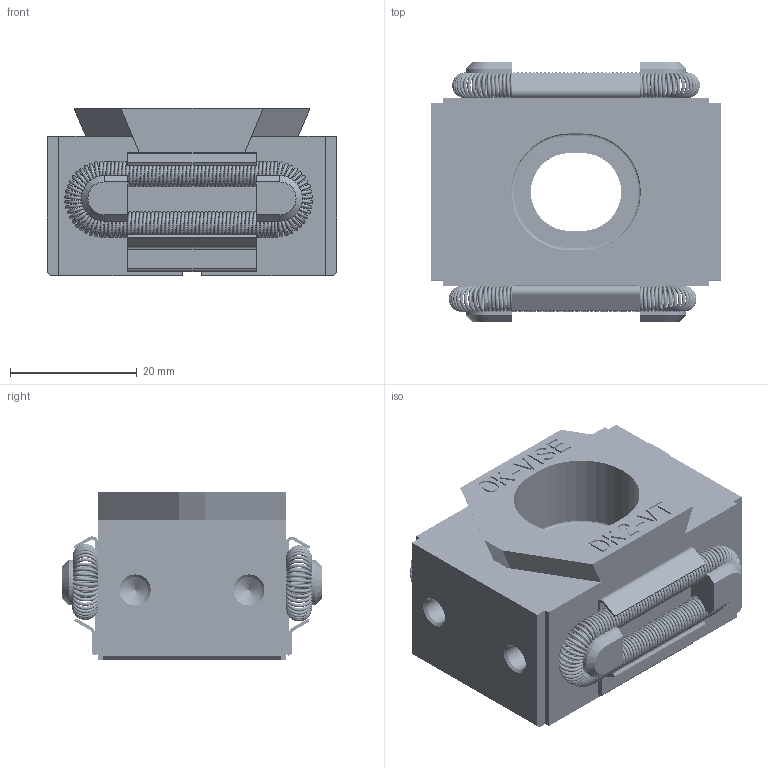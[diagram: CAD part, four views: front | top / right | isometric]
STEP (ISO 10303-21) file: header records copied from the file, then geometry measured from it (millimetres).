
FILE_DESCRIPTION((''),'2;1');
FILE_NAME('DK2-VT-T.stp','2011-11-23T06:30:24',('tuuja'),(''),'Autodesk Inventor 2010','Autodesk Inventor 2010','');
FILE_SCHEMA(('AUTOMOTIVE_DESIGN { 1 0 10303 214 1 1 1 1 }'));
Length unit declared in the file: millimetre
Products named in the file (7): DK2-VT-T; SID; PLDK2-VT-T; KIDK2-VT; JDK; JDK P S; JDK-PÄÄTY
Assembly tree (9 placements, depth 3):
  DK2-VT-T
    SID  x2
    PLDK2-VT-T  x2
    KIDK2-VT
    JDK  x2
      JDK P S
      JDK-PÄÄTY
Bounding box: 45.7 x 41 x 26.42 mm (x, y, z)
Volume: 26666.2 mm3; surface area: 17898.5 mm2
Topology: 9 solids, 9 shells, 1270 faces, 3388 edges, 1980 vertices
Faces by surface type: torus 536, plane 516, bspline 180, cylinder 32, cone 6
Entity records: 22841 total; most frequent: CARTESIAN_POINT 7738, DIRECTION 2953, ORIENTED_EDGE 2882, EDGE_CURVE 1441, AXIS2_PLACEMENT_3D 1245, EDGE_LOOP 1037, VERTEX_POINT 912, FACE_OUTER_BOUND 743
